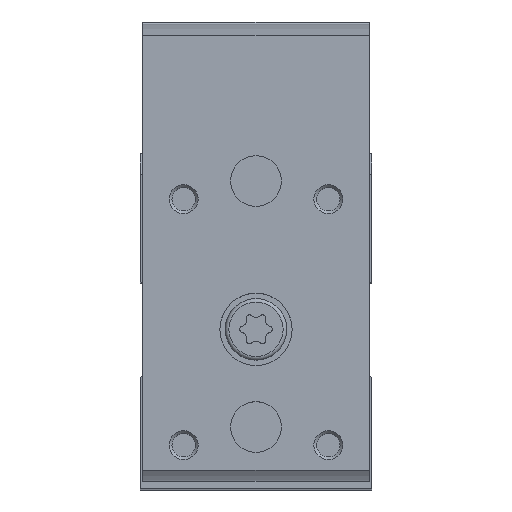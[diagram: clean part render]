
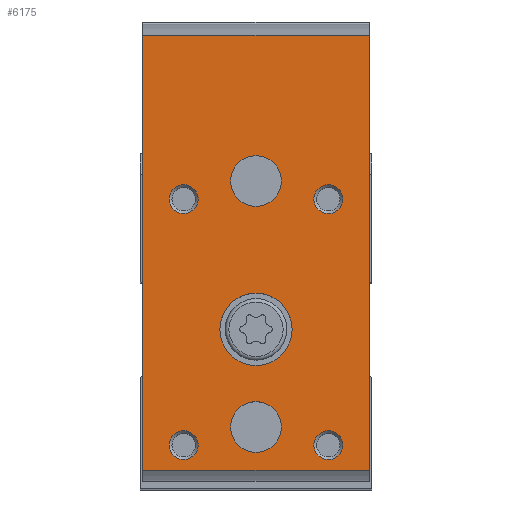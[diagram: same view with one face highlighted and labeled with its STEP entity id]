
A CAD part, top view. The second image highlights one B-rep face of the part: STEP entity #6175.
In plain terms, the highlighted planar face has unit normal (0, 0, 1).
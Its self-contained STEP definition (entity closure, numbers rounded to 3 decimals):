
#207=PLANE('',#8208);
#456=CIRCLE('',#8209,5.);
#457=CIRCLE('',#8210,3.5);
#458=CIRCLE('',#8211,3.5);
#459=CIRCLE('',#8212,2.);
#460=CIRCLE('',#8213,2.);
#461=CIRCLE('',#8214,2.);
#462=CIRCLE('',#8215,2.);
#1582=ORIENTED_EDGE('',*,*,#2813,.T.);
#1583=ORIENTED_EDGE('',*,*,#2814,.T.);
#1584=ORIENTED_EDGE('',*,*,#2815,.T.);
#1585=ORIENTED_EDGE('',*,*,#2816,.F.);
#1586=ORIENTED_EDGE('',*,*,#2817,.F.);
#1587=ORIENTED_EDGE('',*,*,#2818,.F.);
#1588=ORIENTED_EDGE('',*,*,#2819,.F.);
#1589=ORIENTED_EDGE('',*,*,#2820,.T.);
#1590=ORIENTED_EDGE('',*,*,#2821,.F.);
#1591=ORIENTED_EDGE('',*,*,#2822,.F.);
#1592=ORIENTED_EDGE('',*,*,#2823,.T.);
#2813=EDGE_CURVE('',#3528,#3528,#456,.T.);
#2814=EDGE_CURVE('',#3529,#3529,#457,.T.);
#2815=EDGE_CURVE('',#3530,#3530,#458,.T.);
#2816=EDGE_CURVE('',#3531,#3531,#459,.T.);
#2817=EDGE_CURVE('',#3532,#3532,#460,.T.);
#2818=EDGE_CURVE('',#3533,#3533,#461,.T.);
#2819=EDGE_CURVE('',#3534,#3534,#462,.T.);
#2820=EDGE_CURVE('',#3535,#3536,#4062,.T.);
#2821=EDGE_CURVE('',#3537,#3536,#4063,.T.);
#2822=EDGE_CURVE('',#3538,#3537,#4064,.T.);
#2823=EDGE_CURVE('',#3538,#3535,#4065,.T.);
#3528=VERTEX_POINT('',#11739);
#3529=VERTEX_POINT('',#11741);
#3530=VERTEX_POINT('',#11743);
#3531=VERTEX_POINT('',#11745);
#3532=VERTEX_POINT('',#11747);
#3533=VERTEX_POINT('',#11749);
#3534=VERTEX_POINT('',#11751);
#3535=VERTEX_POINT('',#11753);
#3536=VERTEX_POINT('',#11754);
#3537=VERTEX_POINT('',#11756);
#3538=VERTEX_POINT('',#11758);
#4062=LINE('',#11752,#4483);
#4063=LINE('',#11755,#4484);
#4064=LINE('',#11757,#4485);
#4065=LINE('',#11759,#4486);
#4483=VECTOR('',#9727,1000.);
#4484=VECTOR('',#9728,1000.);
#4485=VECTOR('',#9729,1000.);
#4486=VECTOR('',#9730,1000.);
#4915=EDGE_LOOP('',(#1582));
#4916=EDGE_LOOP('',(#1583));
#4917=EDGE_LOOP('',(#1584));
#4918=EDGE_LOOP('',(#1585));
#4919=EDGE_LOOP('',(#1586));
#4920=EDGE_LOOP('',(#1587));
#4921=EDGE_LOOP('',(#1588));
#4922=EDGE_LOOP('',(#1589,#1590,#1591,#1592));
#5513=FACE_BOUND('',#4915,.T.);
#5514=FACE_BOUND('',#4916,.T.);
#5515=FACE_BOUND('',#4917,.T.);
#5516=FACE_BOUND('',#4918,.T.);
#5517=FACE_BOUND('',#4919,.T.);
#5518=FACE_BOUND('',#4920,.T.);
#5519=FACE_BOUND('',#4921,.T.);
#5520=FACE_BOUND('',#4922,.T.);
#6175=ADVANCED_FACE('',(#5513,#5514,#5515,#5516,#5517,#5518,#5519,#5520),
#207,.F.);
#8208=AXIS2_PLACEMENT_3D('',#11737,#9711,#9712);
#8209=AXIS2_PLACEMENT_3D('',#11738,#9713,#9714);
#8210=AXIS2_PLACEMENT_3D('',#11740,#9715,#9716);
#8211=AXIS2_PLACEMENT_3D('',#11742,#9717,#9718);
#8212=AXIS2_PLACEMENT_3D('',#11744,#9719,#9720);
#8213=AXIS2_PLACEMENT_3D('',#11746,#9721,#9722);
#8214=AXIS2_PLACEMENT_3D('',#11748,#9723,#9724);
#8215=AXIS2_PLACEMENT_3D('',#11750,#9725,#9726);
#9711=DIRECTION('',(0.,0.,-1.));
#9712=DIRECTION('',(-1.,0.,0.));
#9713=DIRECTION('',(0.,0.,-1.));
#9714=DIRECTION('',(-1.,0.,0.));
#9715=DIRECTION('',(0.,0.,-1.));
#9716=DIRECTION('',(-1.,0.,0.));
#9717=DIRECTION('',(0.,0.,-1.));
#9718=DIRECTION('',(-1.,0.,0.));
#9719=DIRECTION('',(0.,0.,1.));
#9720=DIRECTION('',(1.,0.,0.));
#9721=DIRECTION('',(0.,0.,1.));
#9722=DIRECTION('',(1.,0.,0.));
#9723=DIRECTION('',(0.,0.,1.));
#9724=DIRECTION('',(1.,0.,0.));
#9725=DIRECTION('',(0.,0.,1.));
#9726=DIRECTION('',(1.,0.,0.));
#9727=DIRECTION('',(0.,-1.,0.));
#9728=DIRECTION('',(-1.,0.,0.));
#9729=DIRECTION('',(0.,-1.,0.));
#9730=DIRECTION('',(-1.,0.,0.));
#11737=CARTESIAN_POINT('',(15.65,63.5,0.));
#11738=CARTESIAN_POINT('',(0.,21.,0.));
#11739=CARTESIAN_POINT('',(-5.,21.,0.));
#11740=CARTESIAN_POINT('',(0.,7.5,0.));
#11741=CARTESIAN_POINT('',(-3.5,7.5,0.));
#11742=CARTESIAN_POINT('',(0.,41.5,0.));
#11743=CARTESIAN_POINT('',(-3.5,41.5,0.));
#11744=CARTESIAN_POINT('',(-10.,39.,0.));
#11745=CARTESIAN_POINT('',(-8.,39.,0.));
#11746=CARTESIAN_POINT('',(10.,39.,0.));
#11747=CARTESIAN_POINT('',(12.,39.,0.));
#11748=CARTESIAN_POINT('',(-10.,5.,0.));
#11749=CARTESIAN_POINT('',(-8.,5.,0.));
#11750=CARTESIAN_POINT('',(10.,5.,0.));
#11751=CARTESIAN_POINT('',(12.,5.,0.));
#11752=CARTESIAN_POINT('',(-15.65,63.5,0.));
#11753=CARTESIAN_POINT('',(-15.65,61.656,0.));
#11754=CARTESIAN_POINT('',(-15.65,1.544,0.));
#11755=CARTESIAN_POINT('',(15.65,1.544,0.));
#11756=CARTESIAN_POINT('',(15.65,1.544,0.));
#11757=CARTESIAN_POINT('',(15.65,63.5,0.));
#11758=CARTESIAN_POINT('',(15.65,61.656,0.));
#11759=CARTESIAN_POINT('',(15.65,61.656,0.));
